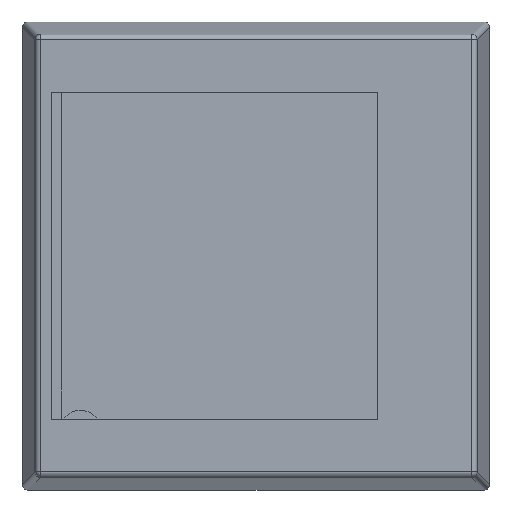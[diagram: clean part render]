
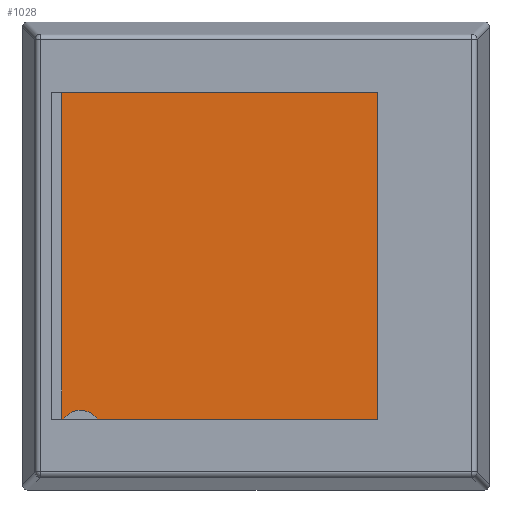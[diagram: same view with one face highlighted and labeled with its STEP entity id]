
A CAD part, top view. The second image highlights one B-rep face of the part: STEP entity #1028.
In plain terms, the highlighted planar face has unit normal (0, 0, 1).
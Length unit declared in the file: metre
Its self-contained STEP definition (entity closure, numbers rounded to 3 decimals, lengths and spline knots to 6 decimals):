
#60=CIRCLE('',#1112,0.004763);
#61=CIRCLE('',#1113,0.004763);
#62=CIRCLE('',#1114,0.004763);
#88=ORIENTED_EDGE('',*,*,#384,.T.);
#89=ORIENTED_EDGE('',*,*,#385,.T.);
#90=ORIENTED_EDGE('',*,*,#386,.T.);
#91=ORIENTED_EDGE('',*,*,#387,.T.);
#92=ORIENTED_EDGE('',*,*,#388,.F.);
#93=ORIENTED_EDGE('',*,*,#389,.T.);
#94=ORIENTED_EDGE('',*,*,#390,.F.);
#95=ORIENTED_EDGE('',*,*,#391,.T.);
#96=ORIENTED_EDGE('',*,*,#392,.T.);
#97=ORIENTED_EDGE('',*,*,#393,.T.);
#98=ORIENTED_EDGE('',*,*,#394,.T.);
#99=ORIENTED_EDGE('',*,*,#395,.F.);
#384=EDGE_CURVE('',#532,#533,#622,.T.);
#385=EDGE_CURVE('',#533,#534,#623,.T.);
#386=EDGE_CURVE('',#534,#535,#624,.T.);
#387=EDGE_CURVE('',#535,#536,#625,.T.);
#388=EDGE_CURVE('',#537,#536,#626,.T.);
#389=EDGE_CURVE('',#537,#538,#60,.F.);
#390=EDGE_CURVE('',#539,#538,#627,.T.);
#391=EDGE_CURVE('',#539,#540,#61,.F.);
#392=EDGE_CURVE('',#540,#541,#628,.T.);
#393=EDGE_CURVE('',#541,#542,#62,.F.);
#394=EDGE_CURVE('',#542,#543,#629,.T.);
#395=EDGE_CURVE('',#532,#543,#630,.T.);
#532=VERTEX_POINT('',#1502);
#533=VERTEX_POINT('',#1503);
#534=VERTEX_POINT('',#1505);
#535=VERTEX_POINT('',#1507);
#536=VERTEX_POINT('',#1509);
#537=VERTEX_POINT('',#1511);
#538=VERTEX_POINT('',#1513);
#539=VERTEX_POINT('',#1515);
#540=VERTEX_POINT('',#1517);
#541=VERTEX_POINT('',#1519);
#542=VERTEX_POINT('',#1521);
#543=VERTEX_POINT('',#1523);
#622=LINE('',#1501,#726);
#623=LINE('',#1504,#727);
#624=LINE('',#1506,#728);
#625=LINE('',#1508,#729);
#626=LINE('',#1510,#730);
#627=LINE('',#1514,#731);
#628=LINE('',#1518,#732);
#629=LINE('',#1522,#733);
#630=LINE('',#1524,#734);
#726=VECTOR('',#1209,1.);
#727=VECTOR('',#1210,1.);
#728=VECTOR('',#1211,1.);
#729=VECTOR('',#1212,1.);
#730=VECTOR('',#1213,1.);
#731=VECTOR('',#1216,1.);
#732=VECTOR('',#1219,1.);
#733=VECTOR('',#1222,1.);
#734=VECTOR('',#1223,1.);
#830=EDGE_LOOP('',(#88,#89,#90,#91,#92,#93,#94,#95,#96,#97,#98,#99));
#910=FACE_BOUND('',#830,.T.);
#990=PLANE('',#1111);
#1028=ADVANCED_FACE('',(#910),#990,.T.);
#1111=AXIS2_PLACEMENT_3D('',#1500,#1207,#1208);
#1112=AXIS2_PLACEMENT_3D('',#1512,#1214,#1215);
#1113=AXIS2_PLACEMENT_3D('',#1516,#1217,#1218);
#1114=AXIS2_PLACEMENT_3D('',#1520,#1220,#1221);
#1207=DIRECTION('',(0.,0.,1.));
#1208=DIRECTION('',(1.,0.,0.));
#1209=DIRECTION('',(0.,1.,0.));
#1210=DIRECTION('',(-1.,0.,0.));
#1211=DIRECTION('',(0.,1.,0.));
#1212=DIRECTION('',(-1.,0.,0.));
#1213=DIRECTION('',(0.,1.,0.));
#1214=DIRECTION('',(0.,0.,1.));
#1215=DIRECTION('',(1.,0.,0.));
#1216=DIRECTION('',(-1.,0.,0.));
#1217=DIRECTION('',(0.,0.,1.));
#1218=DIRECTION('',(1.,0.,0.));
#1219=DIRECTION('',(0.,1.,0.));
#1220=DIRECTION('',(0.,0.,1.));
#1221=DIRECTION('',(1.,0.,0.));
#1222=DIRECTION('',(0.,1.,0.));
#1223=DIRECTION('',(-1.,0.,0.));
#1500=CARTESIAN_POINT('',(-0.0418,0.014115,0.003175));
#1501=CARTESIAN_POINT('',(0.00695,0.059604,0.003175));
#1502=CARTESIAN_POINT('',(0.00695,0.033927,0.003175));
#1503=CARTESIAN_POINT('',(0.00695,0.056241,0.003175));
#1504=CARTESIAN_POINT('',(-0.0418,0.056241,0.003175));
#1505=CARTESIAN_POINT('',(0.003775,0.056241,0.003175));
#1506=CARTESIAN_POINT('',(0.003775,0.014115,0.003175));
#1507=CARTESIAN_POINT('',(0.003775,0.059791,0.003175));
#1508=CARTESIAN_POINT('',(-0.0418,0.059791,0.003175));
#1509=CARTESIAN_POINT('',(-0.087375,0.059791,0.003175));
#1510=CARTESIAN_POINT('',(-0.087375,0.014115,0.003175));
#1511=CARTESIAN_POINT('',(-0.087375,-0.024907,0.003175));
#1512=CARTESIAN_POINT('',(-0.083055,-0.02691,0.003175));
#1513=CARTESIAN_POINT('',(-0.082029,-0.031561,0.003175));
#1514=CARTESIAN_POINT('',(-0.0418,-0.031561,0.003175));
#1515=CARTESIAN_POINT('',(-0.001592,-0.031561,0.003175));
#1516=CARTESIAN_POINT('',(-0.00071,-0.02688,0.003175));
#1517=CARTESIAN_POINT('',(0.003775,-0.025278,0.003175));
#1518=CARTESIAN_POINT('',(0.003775,0.014115,0.003175));
#1519=CARTESIAN_POINT('',(0.003775,0.026618,0.003175));
#1520=CARTESIAN_POINT('',(-0.000821,0.027867,0.003175));
#1521=CARTESIAN_POINT('',(0.003775,0.029116,0.003175));
#1522=CARTESIAN_POINT('',(0.003775,0.014115,0.003175));
#1523=CARTESIAN_POINT('',(0.003775,0.033927,0.003175));
#1524=CARTESIAN_POINT('',(-0.0418,0.033927,0.003175));
